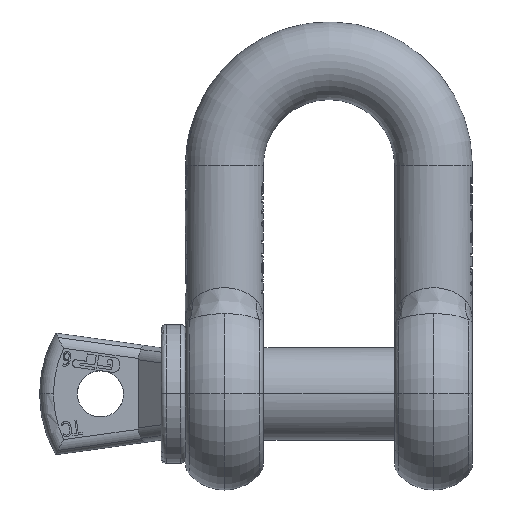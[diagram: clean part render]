
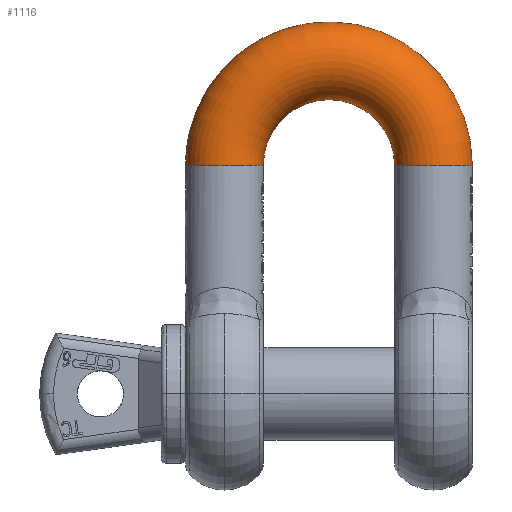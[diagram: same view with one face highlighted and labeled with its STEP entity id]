
A CAD part, top view. The second image highlights one B-rep face of the part: STEP entity #1116.
In plain terms, the highlighted toroidal (fillet/blend) face has major radius 21.5 mm and minor radius 8 mm.
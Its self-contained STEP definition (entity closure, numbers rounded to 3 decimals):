
#1116=ADVANCED_FACE('',(#2692),#2693,.T.);
#2692=FACE_OUTER_BOUND('',#5820,.T.);
#2693=TOROIDAL_SURFACE('',#5821,21.5,8.0);
#5820=EDGE_LOOP('',(#10618,#10619,#10620,#10621,#10622,#10623,#10624,#10625,#10626,#10627,#10628,#10629,#10630,#10631));
#5821=AXIS2_PLACEMENT_3D('',#10632,#10633,#10634);
#10618=ORIENTED_EDGE('',*,*,#15641,.F.);
#10619=ORIENTED_EDGE('',*,*,#16126,.T.);
#10620=ORIENTED_EDGE('',*,*,#16127,.T.);
#10621=ORIENTED_EDGE('',*,*,#16128,.T.);
#10622=ORIENTED_EDGE('',*,*,#15637,.F.);
#10623=ORIENTED_EDGE('',*,*,#16129,.F.);
#10624=ORIENTED_EDGE('',*,*,#15635,.F.);
#10625=ORIENTED_EDGE('',*,*,#15526,.T.);
#10626=ORIENTED_EDGE('',*,*,#15634,.F.);
#10627=ORIENTED_EDGE('',*,*,#16130,.T.);
#10628=ORIENTED_EDGE('',*,*,#16131,.T.);
#10629=ORIENTED_EDGE('',*,*,#16132,.T.);
#10630=ORIENTED_EDGE('',*,*,#16133,.T.);
#10631=ORIENTED_EDGE('',*,*,#16134,.T.);
#10632=CARTESIAN_POINT('',(0.0,47.0,0.0));
#10633=DIRECTION('',(0.0,0.0,-1.0));
#10634=DIRECTION('',(-1.0,0.0,0.0));
#15526=EDGE_CURVE('',#18339,#18341,#18737,.F.);
#15634=EDGE_CURVE('',#18912,#18341,#18913,.T.);
#15635=EDGE_CURVE('',#18339,#18914,#18915,.F.);
#15637=EDGE_CURVE('',#18916,#18918,#18919,.T.);
#15641=EDGE_CURVE('',#18924,#18926,#18927,.T.);
#16126=EDGE_CURVE('',#18924,#19601,#19602,.T.);
#16127=EDGE_CURVE('',#19601,#19603,#19604,.T.);
#16128=EDGE_CURVE('',#19603,#18918,#19605,.T.);
#16129=EDGE_CURVE('',#18914,#18916,#19606,.T.);
#16130=EDGE_CURVE('',#18912,#19607,#19608,.T.);
#16131=EDGE_CURVE('',#19607,#19609,#19610,.F.);
#16132=EDGE_CURVE('',#19609,#19611,#19612,.T.);
#16133=EDGE_CURVE('',#19611,#19613,#19614,.T.);
#16134=EDGE_CURVE('',#19613,#18926,#19615,.T.);
#18339=VERTEX_POINT('',#23215);
#18341=VERTEX_POINT('',#23218);
#18737=CIRCLE('',#24569,8.0);
#18912=VERTEX_POINT('',#24990);
#18913=CIRCLE('',#24991,29.5);
#18914=VERTEX_POINT('',#24992);
#18915=CIRCLE('',#24993,13.5);
#18916=VERTEX_POINT('',#24994);
#18918=VERTEX_POINT('',#24996);
#18919=CIRCLE('',#24997,29.5);
#18924=VERTEX_POINT('',#25010);
#18926=VERTEX_POINT('',#25017);
#18927=CIRCLE('',#25018,29.5);
#19601=VERTEX_POINT('',#26547);
#19602=B_SPLINE_CURVE_WITH_KNOTS('',5,(#26548,#26549,#26550,#26551,#26552,#26553),.UNSPECIFIED.,.F.,.F.,(6,6),(0.0,4.18),.UNSPECIFIED.);
#19603=VERTEX_POINT('',#26554);
#19604=B_SPLINE_CURVE_WITH_KNOTS('',3,(#26555,#26556,#26557,#26558),.UNSPECIFIED.,.F.,.F.,(4,4),(0.0,0.781),.UNSPECIFIED.);
#19605=B_SPLINE_CURVE_WITH_KNOTS('',5,(#26559,#26560,#26561,#26562,#26563,#26564,#26565,#26566,#26567),.UNSPECIFIED.,.F.,.F.,(6,3,6),(0.,2.515,5.321),.UNSPECIFIED.);
#19606=CIRCLE('',#26568,8.0);
#19607=VERTEX_POINT('',#26569);
#19608=B_SPLINE_CURVE_WITH_KNOTS('',3,(#26570,#26571,#26572,#26573),.UNSPECIFIED.,.F.,.F.,(4,4),(0.0,0.375),.UNSPECIFIED.);
#19609=VERTEX_POINT('',#26574);
#19610=CIRCLE('',#26575,29.496);
#19611=VERTEX_POINT('',#26576);
#19612=B_SPLINE_CURVE_WITH_KNOTS('',5,(#26577,#26578,#26579,#26580,#26581,#26582),.UNSPECIFIED.,.F.,.F.,(6,6),(0.0,3.848),.UNSPECIFIED.);
#19613=VERTEX_POINT('',#26583);
#19614=B_SPLINE_CURVE_WITH_KNOTS('',3,(#26584,#26585,#26586,#26587),.UNSPECIFIED.,.F.,.F.,(4,4),(0.0,0.782),.UNSPECIFIED.);
#19615=B_SPLINE_CURVE_WITH_KNOTS('',5,(#26588,#26589,#26590,#26591,#26592,#26593,#26594,#26595,#26596),.UNSPECIFIED.,.F.,.F.,(6,3,6),(0.0,3.609,5.384),.UNSPECIFIED.);
#23215=CARTESIAN_POINT('',(13.5,47.0,0.0));
#23218=CARTESIAN_POINT('',(29.5,47.0,0.));
#24569=AXIS2_PLACEMENT_3D('',#33830,#33831,#33832);
#24990=CARTESIAN_POINT('',(-28.657,54.0,0.));
#24991=AXIS2_PLACEMENT_3D('',#33845,#33846,#33847);
#24992=CARTESIAN_POINT('',(-13.5,47.0,0.0));
#24993=AXIS2_PLACEMENT_3D('',#33848,#33849,#33850);
#24994=CARTESIAN_POINT('',(-29.5,47.0,0.));
#24996=CARTESIAN_POINT('',(-29.432,49.0,0.));
#24997=AXIS2_PLACEMENT_3D('',#33854,#33855,#33856);
#25010=CARTESIAN_POINT('',(-29.391,49.53,0.));
#25017=CARTESIAN_POINT('',(-29.155,51.5,0.));
#25018=AXIS2_PLACEMENT_3D('',#33857,#33858,#33859);
#26547=CARTESIAN_POINT('',(-28.905,51.5,1.97));
#26548=CARTESIAN_POINT('',(-29.391,49.53,0.));
#26549=CARTESIAN_POINT('',(-29.391,49.53,0.589));
#26550=CARTESIAN_POINT('',(-29.321,49.749,1.169));
#26551=CARTESIAN_POINT('',(-29.165,50.186,1.688));
#26552=CARTESIAN_POINT('',(-29.009,50.838,1.97));
#26553=CARTESIAN_POINT('',(-28.905,51.5,1.97));
#26554=CARTESIAN_POINT('',(-28.749,51.5,2.5));
#26555=CARTESIAN_POINT('',(-28.905,51.5,1.97));
#26556=CARTESIAN_POINT('',(-28.859,51.5,2.149));
#26557=CARTESIAN_POINT('',(-28.807,51.5,2.327));
#26558=CARTESIAN_POINT('',(-28.749,51.5,2.5));
#26559=CARTESIAN_POINT('',(-28.749,51.5,2.5));
#26560=CARTESIAN_POINT('',(-28.812,51.102,2.5));
#26561=CARTESIAN_POINT('',(-28.893,50.701,2.422));
#26562=CARTESIAN_POINT('',(-28.988,50.343,2.265));
#26563=CARTESIAN_POINT('',(-29.185,49.672,1.816));
#26564=CARTESIAN_POINT('',(-29.342,49.235,1.17));
#26565=CARTESIAN_POINT('',(-29.402,49.079,0.791));
#26566=CARTESIAN_POINT('',(-29.432,49.,0.395));
#26567=CARTESIAN_POINT('',(-29.432,49.,0.));
#26568=AXIS2_PLACEMENT_3D('',#33966,#33967,#33968);
#26569=CARTESIAN_POINT('',(-28.653,54.0,0.265));
#26570=CARTESIAN_POINT('',(-28.657,54.0,0.));
#26571=CARTESIAN_POINT('',(-28.657,54.0,0.088));
#26572=CARTESIAN_POINT('',(-28.656,54.,0.176));
#26573=CARTESIAN_POINT('',(-28.653,54.0,0.265));
#26574=CARTESIAN_POINT('',(-29.06,52.048,0.265));
#26575=AXIS2_PLACEMENT_3D('',#33969,#33970,#33971);
#26576=CARTESIAN_POINT('',(-28.404,54.0,1.97));
#26577=CARTESIAN_POINT('',(-29.06,52.048,0.265));
#26578=CARTESIAN_POINT('',(-29.03,52.121,0.803));
#26579=CARTESIAN_POINT('',(-28.923,52.38,1.311));
#26580=CARTESIAN_POINT('',(-28.742,52.809,1.738));
#26581=CARTESIAN_POINT('',(-28.552,53.399,1.97));
#26582=CARTESIAN_POINT('',(-28.404,54.0,1.97));
#26583=CARTESIAN_POINT('',(-28.245,54.0,2.5));
#26584=CARTESIAN_POINT('',(-28.404,54.0,1.97));
#26585=CARTESIAN_POINT('',(-28.357,54.0,2.149));
#26586=CARTESIAN_POINT('',(-28.304,54.0,2.327));
#26587=CARTESIAN_POINT('',(-28.245,54.0,2.5));
#26588=CARTESIAN_POINT('',(-28.245,54.0,2.5));
#26589=CARTESIAN_POINT('',(-28.384,53.439,2.5));
#26590=CARTESIAN_POINT('',(-28.56,52.886,2.341));
#26591=CARTESIAN_POINT('',(-28.746,52.421,2.043));
#26592=CARTESIAN_POINT('',(-28.98,51.877,1.462));
#26593=CARTESIAN_POINT('',(-29.11,51.595,0.749));
#26594=CARTESIAN_POINT('',(-29.14,51.531,0.5));
#26595=CARTESIAN_POINT('',(-29.155,51.5,0.25));
#26596=CARTESIAN_POINT('',(-29.155,51.5,0.));
#33830=CARTESIAN_POINT('',(21.5,47.0,0.0));
#33831=DIRECTION('',(0.0,-1.0,0.0));
#33832=DIRECTION('',(1.0,0.0,0.0));
#33845=CARTESIAN_POINT('',(0.0,47.0,0.0));
#33846=DIRECTION('',(0.0,0.0,-1.0));
#33847=DIRECTION('',(1.0,0.0,0.0));
#33848=CARTESIAN_POINT('',(0.0,47.0,0.));
#33849=DIRECTION('',(0.0,0.0,-1.0));
#33850=DIRECTION('',(1.0,0.0,0.0));
#33854=CARTESIAN_POINT('',(0.0,47.0,0.0));
#33855=DIRECTION('',(0.0,0.0,-1.0));
#33856=DIRECTION('',(1.0,0.0,0.0));
#33857=CARTESIAN_POINT('',(0.0,47.0,0.0));
#33858=DIRECTION('',(0.0,0.0,-1.0));
#33859=DIRECTION('',(1.0,0.0,0.0));
#33966=CARTESIAN_POINT('',(-21.5,47.0,0.0));
#33967=DIRECTION('',(0.0,-1.0,0.0));
#33968=DIRECTION('',(1.0,0.0,0.0));
#33969=CARTESIAN_POINT('',(0.0,47.0,0.265));
#33970=DIRECTION('',(0.0,0.0,-1.0));
#33971=DIRECTION('',(1.0,0.0,0.0));
